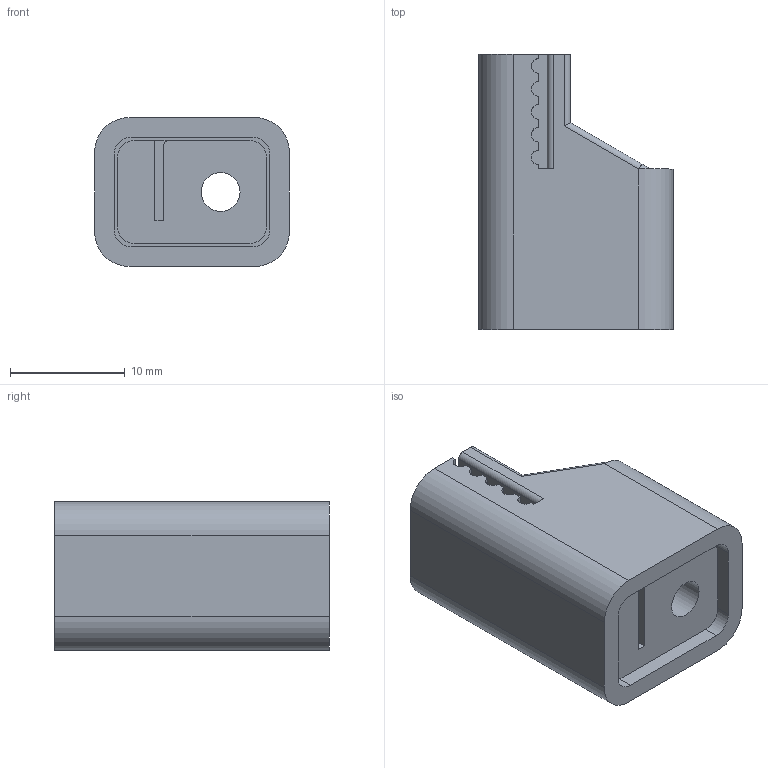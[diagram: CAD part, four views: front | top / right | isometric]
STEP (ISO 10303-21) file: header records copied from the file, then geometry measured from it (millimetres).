
FILE_DESCRIPTION( ( '' ), ' ' );
FILE_NAME( '5a8dd7e0c70c1b0fba460e46.step', '2018-02-21T20:34:40', ( '' ), ( '' ), ' ', ' ', ' ' );
FILE_SCHEMA( ( 'AUTOMOTIVE_DESIGN { 1 0 10303 214 1 1 1 1 }' ) );
Length unit declared in the file: metre
Products named in the file (2): Outer; Inner
Bounding box: 17 x 24 x 13 mm (x, y, z)
Volume: 3533.7 mm3; surface area: 3305 mm2
Topology: 2 solids, 2 shells, 77 faces, 207 edges, 136 vertices
Faces by surface type: plane 45, cylinder 30, bspline 2
Full cylindrical faces by diameter (mm): 3.4 x2
Entity records: 3154 total; most frequent: CARTESIAN_POINT 533, DIRECTION 417, ORIENTED_EDGE 410, EDGE_CURVE 205, LINE 143, VECTOR 143, AXIS2_PLACEMENT_3D 137, VERTEX_POINT 136
